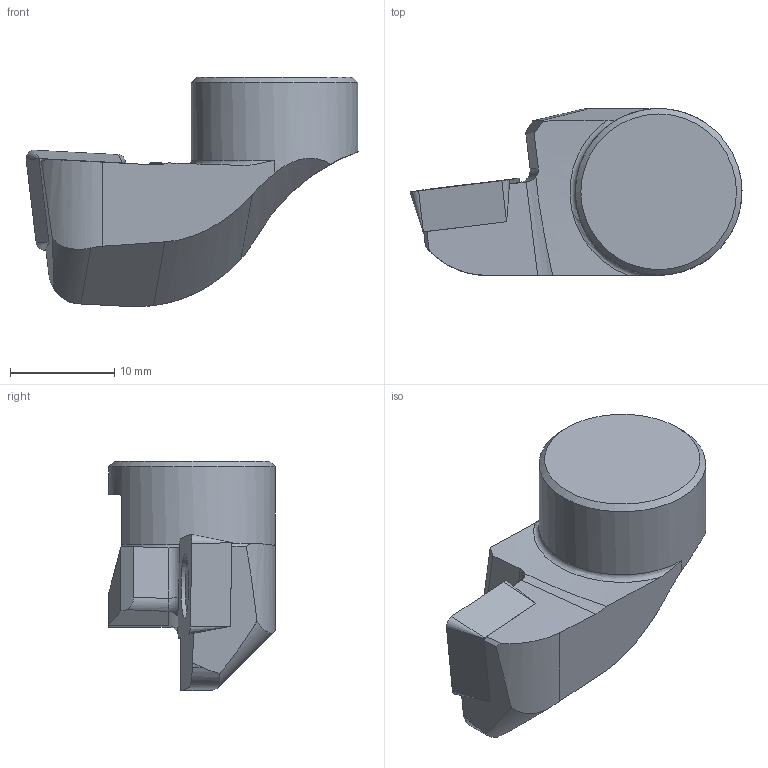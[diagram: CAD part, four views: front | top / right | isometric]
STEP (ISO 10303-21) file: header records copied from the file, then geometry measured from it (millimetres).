
FILE_DESCRIPTION(/* description */ (''),/* implementation_level */ '2;1');
FILE_NAME(/* name */ '1720071072251.stp',/* time_stamp */ '2024-07-04T07:31:16+02:00',/* author */ (''),/* organization */ ('SMS'),/* preprocessor_version */ 'ST-DEVELOPER v16.7',/* originating_system */ 'SIEMENS PLM Software NX 12.0',/* authorisation */ '');
FILE_SCHEMA (('AUTOMOTIVE_DESIGN { 1 0 10303 214 3 1 1 1 }'));
Length unit declared in the file: millimetre
Products named in the file (4): ASSEMBLY_CONSTRUCTION; IsoTurningInsert; 205401287mod000_00; 205401288mod000_00
Assembly tree (3 placements, depth 2):
  205401288mod000_00
    205401287mod000_00
    IsoTurningInsert
    ASSEMBLY_CONSTRUCTION
Bounding box: 31.87 x 16 x 22.02 mm (x, y, z)
Volume: 4195.9 mm3; surface area: 2130.1 mm2
Topology: 2 solids, 2 shells, 66 faces, 177 edges, 121 vertices
Faces by surface type: plane 30, cylinder 19, cone 8, torus 7, bspline 2
Full cylindrical faces by diameter (mm): 4.4 x2, 16 x1
Entity records: 2322 total; most frequent: CARTESIAN_POINT 603, DIRECTION 332, ORIENTED_EDGE 322, EDGE_CURVE 161, AXIS2_PLACEMENT_3D 128, VERTEX_POINT 110, EDGE_LOOP 79, LINE 76
